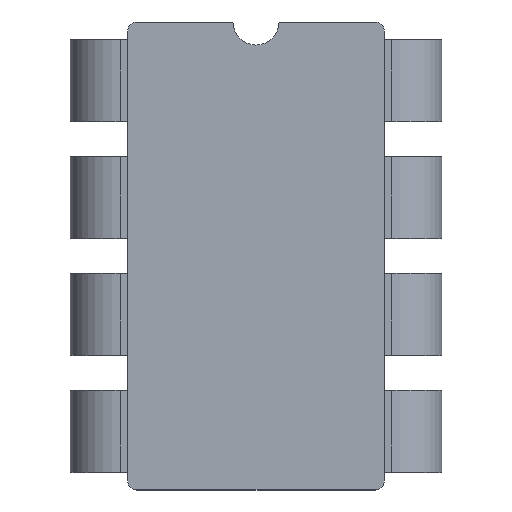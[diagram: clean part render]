
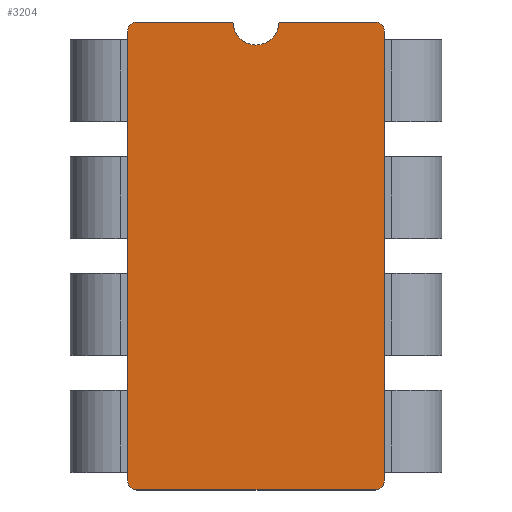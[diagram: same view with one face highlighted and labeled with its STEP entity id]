
A CAD part, top view. The second image highlights one B-rep face of the part: STEP entity #3204.
In plain terms, the highlighted planar face has unit normal (0, 0, 1).
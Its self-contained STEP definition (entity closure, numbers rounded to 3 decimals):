
#3087=CARTESIAN_POINT('',(0.5,5.08,5.336));
#3088=VERTEX_POINT('',#3087);
#3104=CARTESIAN_POINT('',(-0.5,5.08,5.336));
#3105=VERTEX_POINT('',#3104);
#3112=CARTESIAN_POINT('',(0.,5.08,5.336));
#3113=DIRECTION('',(0.0,0.0,-1.0));
#3114=DIRECTION('',(1.0,0.0,0.0));
#3115=AXIS2_PLACEMENT_3D('',#3112,#3113,#3114);
#3116=CIRCLE('',#3115,0.5);
#3117=EDGE_CURVE('',#3088,#3105,#3116,.T.);
#3122=CARTESIAN_POINT('',(0.,0.,5.336));
#3123=DIRECTION('',(0.0,0.0,1.0));
#3124=DIRECTION('',(1.0,0.0,0.0));
#3125=AXIS2_PLACEMENT_3D('',#3122,#3123,#3124);
#3126=PLANE('',#3125);
#3127=ORIENTED_EDGE('',*,*,#3117,.T.);
#3128=CARTESIAN_POINT('',(-2.59,5.08,5.336));
#3129=VERTEX_POINT('',#3128);
#3130=CARTESIAN_POINT('',(-2.59,5.08,5.336));
#3131=DIRECTION('',(1.0,0.0,0.0));
#3132=VECTOR('',#3131,2.09);
#3133=LINE('',#3130,#3132);
#3134=EDGE_CURVE('',#3129,#3105,#3133,.T.);
#3135=ORIENTED_EDGE('',*,*,#3134,.F.);
#3136=CARTESIAN_POINT('',(-2.79,4.88,5.336));
#3137=VERTEX_POINT('',#3136);
#3138=CARTESIAN_POINT('',(-2.59,4.88,5.336));
#3139=DIRECTION('',(0.0,0.0,-1.0));
#3140=DIRECTION('',(-0.707,0.707,0.0));
#3141=AXIS2_PLACEMENT_3D('',#3138,#3139,#3140);
#3142=CIRCLE('',#3141,0.2);
#3143=EDGE_CURVE('',#3137,#3129,#3142,.T.);
#3144=ORIENTED_EDGE('',*,*,#3143,.F.);
#3145=CARTESIAN_POINT('',(-2.79,-4.88,5.336));
#3146=VERTEX_POINT('',#3145);
#3147=CARTESIAN_POINT('',(-2.79,-4.88,5.336));
#3148=DIRECTION('',(0.0,1.0,0.0));
#3149=VECTOR('',#3148,9.76);
#3150=LINE('',#3147,#3149);
#3151=EDGE_CURVE('',#3146,#3137,#3150,.T.);
#3152=ORIENTED_EDGE('',*,*,#3151,.F.);
#3153=CARTESIAN_POINT('',(-2.59,-5.08,5.336));
#3154=VERTEX_POINT('',#3153);
#3155=CARTESIAN_POINT('',(-2.59,-4.88,5.336));
#3156=DIRECTION('',(0.0,0.0,-1.0));
#3157=DIRECTION('',(-0.707,-0.707,0.0));
#3158=AXIS2_PLACEMENT_3D('',#3155,#3156,#3157);
#3159=CIRCLE('',#3158,0.2);
#3160=EDGE_CURVE('',#3154,#3146,#3159,.T.);
#3161=ORIENTED_EDGE('',*,*,#3160,.F.);
#3162=CARTESIAN_POINT('',(2.59,-5.08,5.336));
#3163=VERTEX_POINT('',#3162);
#3164=CARTESIAN_POINT('',(2.59,-5.08,5.336));
#3165=DIRECTION('',(-1.0,0.0,0.0));
#3166=VECTOR('',#3165,5.18);
#3167=LINE('',#3164,#3166);
#3168=EDGE_CURVE('',#3163,#3154,#3167,.T.);
#3169=ORIENTED_EDGE('',*,*,#3168,.F.);
#3170=CARTESIAN_POINT('',(2.79,-4.88,5.336));
#3171=VERTEX_POINT('',#3170);
#3172=CARTESIAN_POINT('',(2.59,-4.88,5.336));
#3173=DIRECTION('',(0.0,0.0,-1.0));
#3174=DIRECTION('',(0.707,-0.707,0.0));
#3175=AXIS2_PLACEMENT_3D('',#3172,#3173,#3174);
#3176=CIRCLE('',#3175,0.2);
#3177=EDGE_CURVE('',#3171,#3163,#3176,.T.);
#3178=ORIENTED_EDGE('',*,*,#3177,.F.);
#3179=CARTESIAN_POINT('',(2.79,4.88,5.336));
#3180=VERTEX_POINT('',#3179);
#3181=CARTESIAN_POINT('',(2.79,4.88,5.336));
#3182=DIRECTION('',(0.0,-1.0,0.0));
#3183=VECTOR('',#3182,9.76);
#3184=LINE('',#3181,#3183);
#3185=EDGE_CURVE('',#3180,#3171,#3184,.T.);
#3186=ORIENTED_EDGE('',*,*,#3185,.F.);
#3187=CARTESIAN_POINT('',(2.59,5.08,5.336));
#3188=VERTEX_POINT('',#3187);
#3189=CARTESIAN_POINT('',(2.59,4.88,5.336));
#3190=DIRECTION('',(0.0,0.0,-1.0));
#3191=DIRECTION('',(0.707,0.707,0.0));
#3192=AXIS2_PLACEMENT_3D('',#3189,#3190,#3191);
#3193=CIRCLE('',#3192,0.2);
#3194=EDGE_CURVE('',#3188,#3180,#3193,.T.);
#3195=ORIENTED_EDGE('',*,*,#3194,.F.);
#3196=CARTESIAN_POINT('',(0.5,5.08,5.336));
#3197=DIRECTION('',(1.0,0.0,0.0));
#3198=VECTOR('',#3197,2.09);
#3199=LINE('',#3196,#3198);
#3200=EDGE_CURVE('',#3088,#3188,#3199,.T.);
#3201=ORIENTED_EDGE('',*,*,#3200,.F.);
#3202=EDGE_LOOP('',(#3127,#3135,#3144,#3152,#3161,#3169,#3178,#3186,#3195,#3201));
#3203=FACE_OUTER_BOUND('',#3202,.T.);
#3204=ADVANCED_FACE('',(#3203),#3126,.T.);
